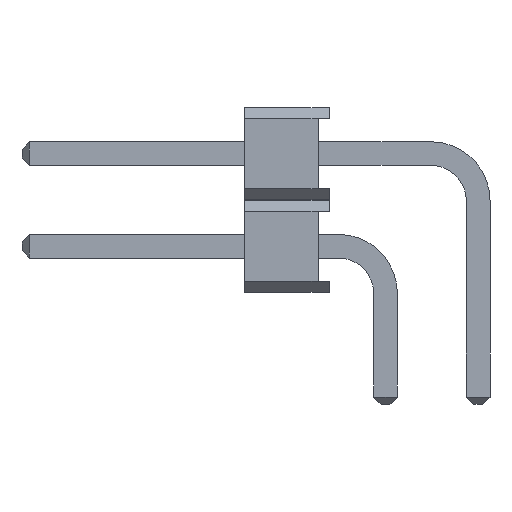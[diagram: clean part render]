
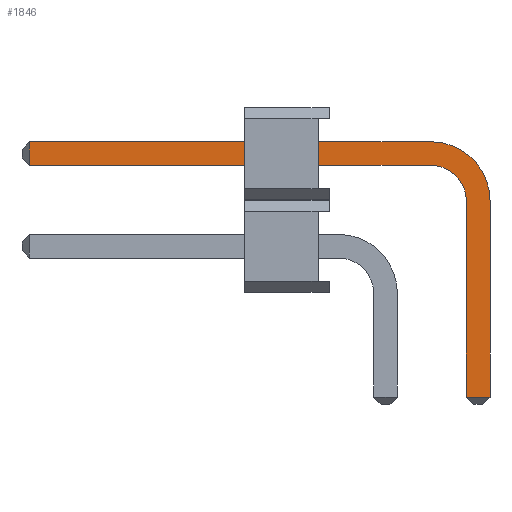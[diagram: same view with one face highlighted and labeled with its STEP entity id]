
A CAD part, left-side view. The second image highlights one B-rep face of the part: STEP entity #1846.
In plain terms, the highlighted planar face has unit normal (-1, 0, 0).
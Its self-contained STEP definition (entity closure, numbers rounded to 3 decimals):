
#65=CIRCLE('',#1999,0.95);
#66=CIRCLE('',#2000,1.59);
#166=FACE_OUTER_BOUND('',#278,.T.);
#278=EDGE_LOOP('',(#1597,#1598,#1599,#1600,#1601,#1602,#1603,#1604));
#491=LINE('',#2951,#723);
#499=LINE('',#2968,#731);
#502=LINE('',#2973,#734);
#503=LINE('',#2978,#735);
#504=LINE('',#2980,#736);
#505=LINE('',#2982,#737);
#723=VECTOR('',#2432,1000.);
#731=VECTOR('',#2448,1000.);
#734=VECTOR('',#2453,10.);
#735=VECTOR('',#2458,1000.);
#736=VECTOR('',#2459,10.);
#737=VECTOR('',#2460,1000.);
#881=VERTEX_POINT('',#2938);
#886=VERTEX_POINT('',#2949);
#890=VERTEX_POINT('',#2963);
#891=VERTEX_POINT('',#2967);
#893=VERTEX_POINT('',#2975);
#894=VERTEX_POINT('',#2977);
#895=VERTEX_POINT('',#2979);
#896=VERTEX_POINT('',#2981);
#1119=EDGE_CURVE('',#881,#886,#491,.T.);
#1127=EDGE_CURVE('',#890,#891,#499,.T.);
#1130=EDGE_CURVE('',#881,#890,#502,.T.);
#1131=EDGE_CURVE('',#886,#893,#65,.T.);
#1132=EDGE_CURVE('',#893,#894,#503,.T.);
#1133=EDGE_CURVE('',#895,#894,#504,.T.);
#1134=EDGE_CURVE('',#896,#895,#505,.T.);
#1135=EDGE_CURVE('',#891,#896,#66,.T.);
#1597=ORIENTED_EDGE('',*,*,#1130,.F.);
#1598=ORIENTED_EDGE('',*,*,#1119,.T.);
#1599=ORIENTED_EDGE('',*,*,#1131,.T.);
#1600=ORIENTED_EDGE('',*,*,#1132,.T.);
#1601=ORIENTED_EDGE('',*,*,#1133,.F.);
#1602=ORIENTED_EDGE('',*,*,#1134,.F.);
#1603=ORIENTED_EDGE('',*,*,#1135,.F.);
#1604=ORIENTED_EDGE('',*,*,#1127,.F.);
#1740=PLANE('',#1998);
#1846=ADVANCED_FACE('',(#166),#1740,.F.);
#1998=AXIS2_PLACEMENT_3D('',#2974,#2454,#2455);
#1999=AXIS2_PLACEMENT_3D('',#2976,#2456,#2457);
#2000=AXIS2_PLACEMENT_3D('',#2983,#2461,#2462);
#2432=DIRECTION('',(0.,-1.,0.));
#2448=DIRECTION('',(0.,-1.,0.));
#2453=DIRECTION('',(0.,0.,1.));
#2454=DIRECTION('center_axis',(1.,0.,0.));
#2455=DIRECTION('ref_axis',(0.,0.,-1.));
#2456=DIRECTION('center_axis',(1.,0.,0.));
#2457=DIRECTION('ref_axis',(0.,0.,1.));
#2458=DIRECTION('',(0.,0.,-1.));
#2459=DIRECTION('',(0.,1.,0.));
#2460=DIRECTION('',(0.,0.,-1.));
#2461=DIRECTION('center_axis',(1.,0.,0.));
#2462=DIRECTION('ref_axis',(0.,0.,1.));
#2938=CARTESIAN_POINT('',(-0.32,9.61,3.45));
#2949=CARTESIAN_POINT('',(-0.32,-1.23,3.45));
#2951=CARTESIAN_POINT('',(-0.32,-1.23,3.45));
#2963=CARTESIAN_POINT('',(-0.32,9.61,4.09));
#2967=CARTESIAN_POINT('',(-0.32,-1.23,4.09));
#2968=CARTESIAN_POINT('',(-0.32,-1.23,4.09));
#2973=CARTESIAN_POINT('',(-0.32,9.61,3.77));
#2974=CARTESIAN_POINT('Origin',(-0.32,-1.23,4.09));
#2975=CARTESIAN_POINT('',(-0.32,-2.18,2.5));
#2976=CARTESIAN_POINT('Origin',(-0.32,-1.23,2.5));
#2977=CARTESIAN_POINT('',(-0.32,-2.18,-2.8));
#2978=CARTESIAN_POINT('',(-0.32,-2.18,-0.5));
#2979=CARTESIAN_POINT('',(-0.32,-2.82,-2.8));
#2980=CARTESIAN_POINT('',(-0.32,-1.996,-2.8));
#2981=CARTESIAN_POINT('',(-0.32,-2.82,2.5));
#2982=CARTESIAN_POINT('',(-0.32,-2.82,-0.5));
#2983=CARTESIAN_POINT('Origin',(-0.32,-1.23,2.5));
